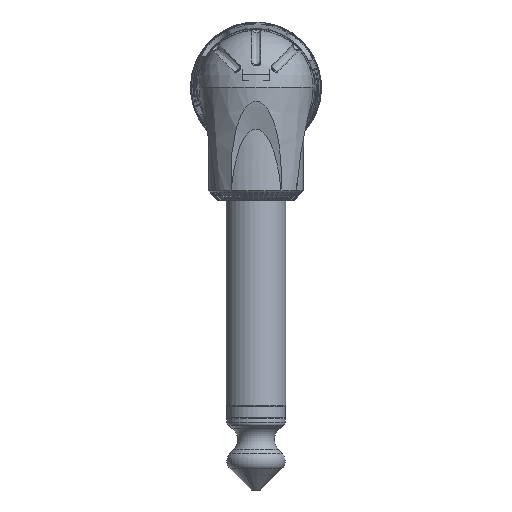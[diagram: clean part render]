
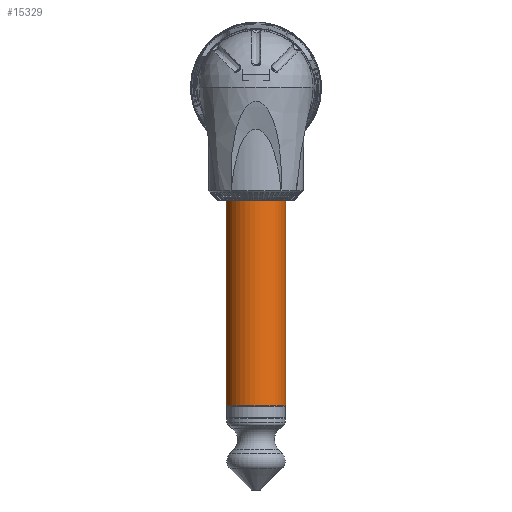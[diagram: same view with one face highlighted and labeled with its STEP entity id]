
A CAD part, front view. The second image highlights one B-rep face of the part: STEP entity #15329.
In plain terms, the highlighted cylindrical face has radius 3.16 mm (diameter 6.32 mm), a full revolution.
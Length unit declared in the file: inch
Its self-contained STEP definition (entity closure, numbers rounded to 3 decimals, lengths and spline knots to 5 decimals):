
#1620=LINE('',#28637,#2737);
#2737=VECTOR('',#19595,0.12441);
#3114=CYLINDRICAL_SURFACE('',#16522,0.12441);
#3750=FACE_OUTER_BOUND('',#4578,.T.);
#4578=EDGE_LOOP('',(#12248,#12249,#12250,#12251,#12252));
#5255=CIRCLE('',#16523,0.12441);
#5256=CIRCLE('',#16524,0.12441);
#5257=CIRCLE('',#16525,0.12441);
#6417=VERTEX_POINT('',#28633);
#6418=VERTEX_POINT('',#28634);
#6419=VERTEX_POINT('',#28636);
#8443=EDGE_CURVE('',#6417,#6418,#5255,.T.);
#8444=EDGE_CURVE('',#6417,#6419,#1620,.T.);
#8445=EDGE_CURVE('',#6419,#6419,#5256,.T.);
#8446=EDGE_CURVE('',#6418,#6417,#5257,.T.);
#12248=ORIENTED_EDGE('',*,*,#8443,.F.);
#12249=ORIENTED_EDGE('',*,*,#8444,.T.);
#12250=ORIENTED_EDGE('',*,*,#8445,.F.);
#12251=ORIENTED_EDGE('',*,*,#8444,.F.);
#12252=ORIENTED_EDGE('',*,*,#8446,.F.);
#15329=ADVANCED_FACE('',(#3750),#3114,.T.);
#16522=AXIS2_PLACEMENT_3D('',#28632,#19591,#19592);
#16523=AXIS2_PLACEMENT_3D('',#28635,#19593,#19594);
#16524=AXIS2_PLACEMENT_3D('',#28638,#19596,#19597);
#16525=AXIS2_PLACEMENT_3D('',#28639,#19598,#19599);
#19591=DIRECTION('center_axis',(0.,0.,
-1.));
#19592=DIRECTION('ref_axis',(0.928,-0.373,0.));
#19593=DIRECTION('center_axis',(0.,0.,
-1.));
#19594=DIRECTION('ref_axis',(0.928,-0.373,0.));
#19595=DIRECTION('',(0.,0.,1.));
#19596=DIRECTION('center_axis',(0.,0.,1.));
#19597=DIRECTION('ref_axis',(1.,0.,0.));
#19598=DIRECTION('center_axis',(0.,0.,
-1.));
#19599=DIRECTION('ref_axis',(0.928,-0.373,0.));
#28632=CARTESIAN_POINT('Origin',(0.,0.,-0.32283));
#28633=CARTESIAN_POINT('',(-0.11543,0.0464,-1.3189));
#28634=CARTESIAN_POINT('',(0.0464,0.11543,-1.3189));
#28635=CARTESIAN_POINT('Origin',(0.,0.,
-1.3189));
#28636=CARTESIAN_POINT('',(-0.11543,0.0464,-0.4685));
#28637=CARTESIAN_POINT('',(-0.11543,0.0464,-0.32283));
#28638=CARTESIAN_POINT('Origin',(0.,0.,-0.4685));
#28639=CARTESIAN_POINT('Origin',(0.,0.,
-1.3189));
